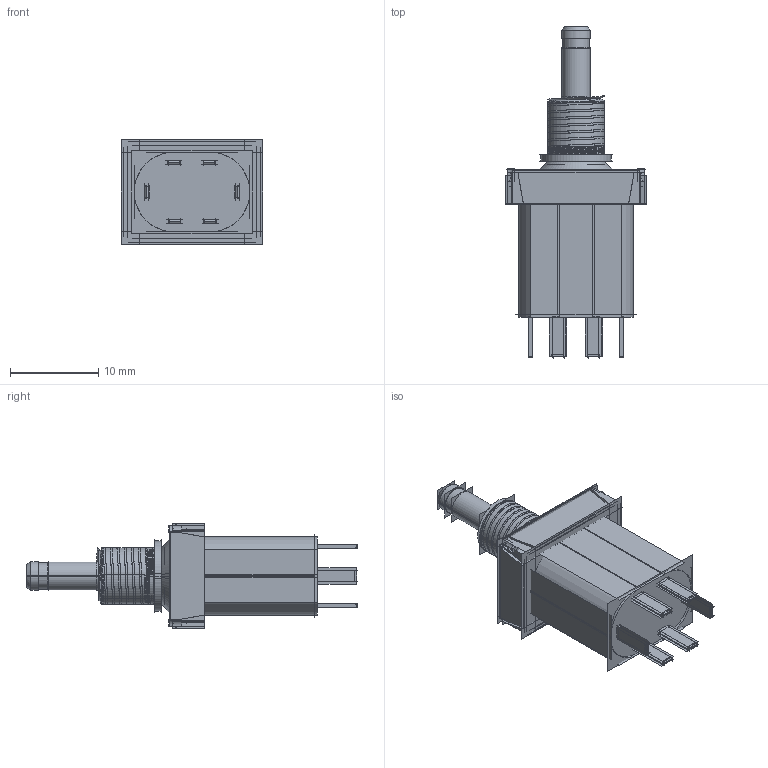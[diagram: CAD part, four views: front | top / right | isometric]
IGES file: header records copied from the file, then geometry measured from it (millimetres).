
Start section:  PTC IGES file: 46-200_blk_asm.igs
Global section: file name: 46-200_blk_asm.igs; native system: Pro/ENGINEER by Parametric Technology Corporation; preprocessor: 2011490; author: gdreher; organization: Unknown; date: 20140515.150909; units: inch
Bounding box: 16.03 x 37.55 x 11.78 mm (x, y, z)
Surface area: 9832.5 mm2 (no closed solid volume)
Topology: 0 solids, 0 shells, 558 faces, 7911 edges, 10308 vertices
Faces by surface type: bspline 360, revolution 198
